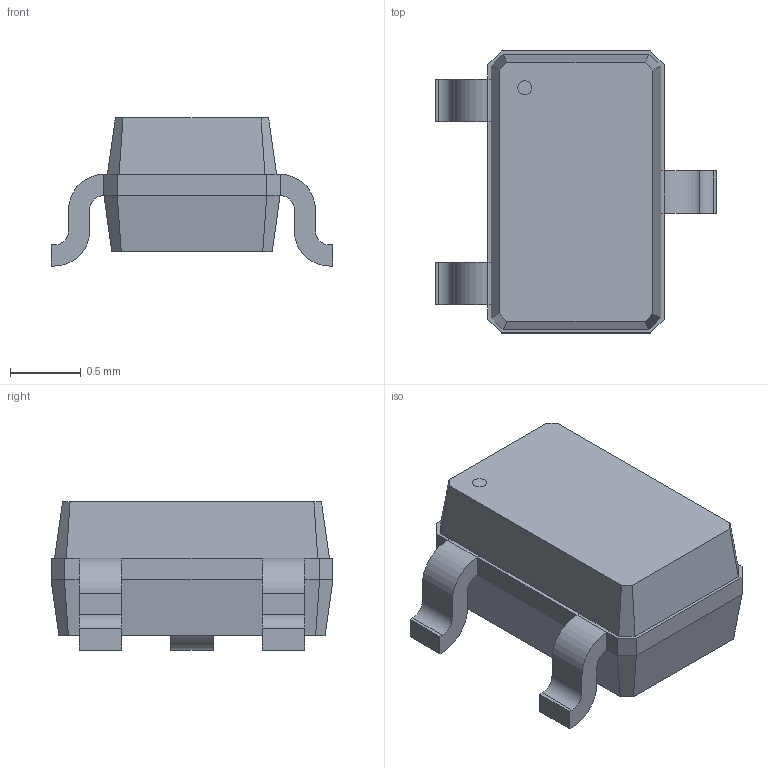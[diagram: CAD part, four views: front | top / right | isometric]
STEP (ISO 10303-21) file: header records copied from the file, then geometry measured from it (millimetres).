
FILE_DESCRIPTION(/* description */ ('model of SOT-323_SC-70'),/* implementation_level */ '2;1');
FILE_NAME(/* name */ 'SOT-323_SC-70.step',/* author */ ('KiCAD','kicad'),/* organization */ ('OCCT'),/* preprocessor_version */ '',/* originating_system */ 'KiCAD',/* authorisation */ '');
FILE_SCHEMA(('AUTOMOTIVE_DESIGN { 1 0 10303 214 1 1 1 1 }'));
Length unit declared in the file: millimetre
Products named in the file (1): SOT-323_SC-70
Bounding box: 2 x 2 x 1.05 mm (x, y, z)
Volume: 2.3 mm3; surface area: 12 mm2
Topology: 1 solids, 1 shells, 69 faces, 173 edges, 107 vertices
Faces by surface type: plane 41, bspline 16, cylinder 12
Entity records: 1372 total; most frequent: ORIENTED_EDGE 300, EDGE_CURVE 173, CARTESIAN_POINT 134, LINE 112, VERTEX_POINT 107, AXIS2_PLACEMENT_3D 72, FACE_BOUND 70, EDGE_LOOP 70
